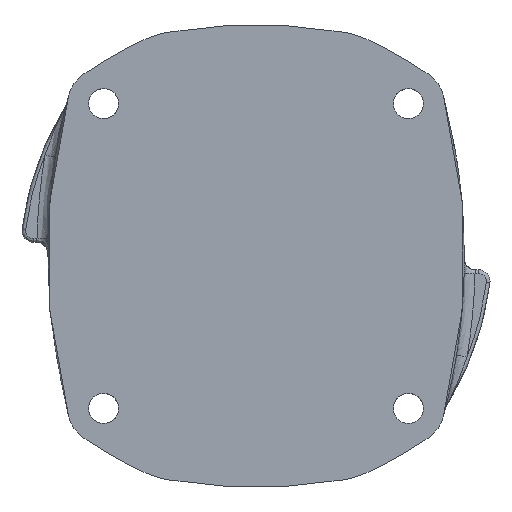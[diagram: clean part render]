
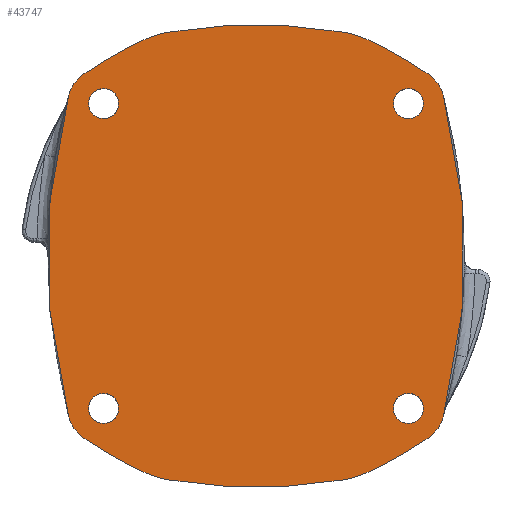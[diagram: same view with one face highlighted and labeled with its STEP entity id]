
A CAD part, top view. The second image highlights one B-rep face of the part: STEP entity #43747.
In plain terms, the highlighted planar face has unit normal (0, 0, 1).
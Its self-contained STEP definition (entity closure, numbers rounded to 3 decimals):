
#4572=FACE_BOUND('',#7752,.T.);
#4573=FACE_BOUND('',#7753,.T.);
#4574=FACE_BOUND('',#7754,.T.);
#4575=FACE_BOUND('',#7755,.T.);
#4679=FACE_OUTER_BOUND('',#7751,.T.);
#7751=EDGE_LOOP('',(#29286,#29287,#29288,#29289,#29290,#29291,#29292,#29293,
#29294,#29295,#29296,#29297,#29298,#29299,#29300,#29301));
#7752=EDGE_LOOP('',(#29302));
#7753=EDGE_LOOP('',(#29303));
#7754=EDGE_LOOP('',(#29304));
#7755=EDGE_LOOP('',(#29305));
#10939=CIRCLE('',#46964,340.986);
#10940=CIRCLE('',#46965,19.993);
#10941=CIRCLE('',#46966,209.986);
#10942=CIRCLE('',#46967,49.969);
#10943=CIRCLE('',#46968,284.986);
#10944=CIRCLE('',#46969,49.969);
#10945=CIRCLE('',#46970,209.986);
#10946=CIRCLE('',#46971,19.993);
#10947=CIRCLE('',#46972,340.986);
#10948=CIRCLE('',#46973,19.993);
#10949=CIRCLE('',#46974,209.986);
#10950=CIRCLE('',#46975,49.969);
#10951=CIRCLE('',#46976,284.986);
#10952=CIRCLE('',#46977,49.969);
#10953=CIRCLE('',#46978,209.986);
#10954=CIRCLE('',#46979,19.993);
#10955=CIRCLE('',#46980,8.25);
#10956=CIRCLE('',#46981,8.25);
#10957=CIRCLE('',#46982,8.25);
#10958=CIRCLE('',#46983,8.25);
#18112=VERTEX_POINT('',#64560);
#18113=VERTEX_POINT('',#64561);
#18114=VERTEX_POINT('',#64563);
#18115=VERTEX_POINT('',#64565);
#18116=VERTEX_POINT('',#64567);
#18117=VERTEX_POINT('',#64569);
#18118=VERTEX_POINT('',#64571);
#18119=VERTEX_POINT('',#64573);
#18120=VERTEX_POINT('',#64575);
#18121=VERTEX_POINT('',#64577);
#18122=VERTEX_POINT('',#64579);
#18123=VERTEX_POINT('',#64581);
#18124=VERTEX_POINT('',#64583);
#18125=VERTEX_POINT('',#64585);
#18126=VERTEX_POINT('',#64587);
#18127=VERTEX_POINT('',#64589);
#18128=VERTEX_POINT('',#64592);
#18129=VERTEX_POINT('',#64594);
#18130=VERTEX_POINT('',#64596);
#18131=VERTEX_POINT('',#64598);
#22217=EDGE_CURVE('',#18112,#18113,#10939,.T.);
#22218=EDGE_CURVE('',#18114,#18112,#10940,.T.);
#22219=EDGE_CURVE('',#18115,#18114,#10941,.T.);
#22220=EDGE_CURVE('',#18116,#18115,#10942,.T.);
#22221=EDGE_CURVE('',#18117,#18116,#10943,.T.);
#22222=EDGE_CURVE('',#18118,#18117,#10944,.T.);
#22223=EDGE_CURVE('',#18119,#18118,#10945,.T.);
#22224=EDGE_CURVE('',#18120,#18119,#10946,.T.);
#22225=EDGE_CURVE('',#18121,#18120,#10947,.T.);
#22226=EDGE_CURVE('',#18122,#18121,#10948,.T.);
#22227=EDGE_CURVE('',#18123,#18122,#10949,.T.);
#22228=EDGE_CURVE('',#18124,#18123,#10950,.T.);
#22229=EDGE_CURVE('',#18125,#18124,#10951,.T.);
#22230=EDGE_CURVE('',#18126,#18125,#10952,.T.);
#22231=EDGE_CURVE('',#18127,#18126,#10953,.T.);
#22232=EDGE_CURVE('',#18113,#18127,#10954,.T.);
#22233=EDGE_CURVE('',#18128,#18128,#10955,.T.);
#22234=EDGE_CURVE('',#18129,#18129,#10956,.T.);
#22235=EDGE_CURVE('',#18130,#18130,#10957,.T.);
#22236=EDGE_CURVE('',#18131,#18131,#10958,.T.);
#29286=ORIENTED_EDGE('',*,*,#22217,.F.);
#29287=ORIENTED_EDGE('',*,*,#22218,.F.);
#29288=ORIENTED_EDGE('',*,*,#22219,.F.);
#29289=ORIENTED_EDGE('',*,*,#22220,.F.);
#29290=ORIENTED_EDGE('',*,*,#22221,.F.);
#29291=ORIENTED_EDGE('',*,*,#22222,.F.);
#29292=ORIENTED_EDGE('',*,*,#22223,.F.);
#29293=ORIENTED_EDGE('',*,*,#22224,.F.);
#29294=ORIENTED_EDGE('',*,*,#22225,.F.);
#29295=ORIENTED_EDGE('',*,*,#22226,.F.);
#29296=ORIENTED_EDGE('',*,*,#22227,.F.);
#29297=ORIENTED_EDGE('',*,*,#22228,.F.);
#29298=ORIENTED_EDGE('',*,*,#22229,.F.);
#29299=ORIENTED_EDGE('',*,*,#22230,.F.);
#29300=ORIENTED_EDGE('',*,*,#22231,.F.);
#29301=ORIENTED_EDGE('',*,*,#22232,.F.);
#29302=ORIENTED_EDGE('',*,*,#22233,.T.);
#29303=ORIENTED_EDGE('',*,*,#22234,.T.);
#29304=ORIENTED_EDGE('',*,*,#22235,.T.);
#29305=ORIENTED_EDGE('',*,*,#22236,.T.);
#43356=PLANE('',#46963);
#43747=ADVANCED_FACE('',(#4679,#4572,#4573,#4574,#4575),#43356,.F.);
#46963=AXIS2_PLACEMENT_3D('',#64559,#52227,#52228);
#46964=AXIS2_PLACEMENT_3D('',#64562,#52229,#52230);
#46965=AXIS2_PLACEMENT_3D('',#64564,#52231,#52232);
#46966=AXIS2_PLACEMENT_3D('',#64566,#52233,#52234);
#46967=AXIS2_PLACEMENT_3D('',#64568,#52235,#52236);
#46968=AXIS2_PLACEMENT_3D('',#64570,#52237,#52238);
#46969=AXIS2_PLACEMENT_3D('',#64572,#52239,#52240);
#46970=AXIS2_PLACEMENT_3D('',#64574,#52241,#52242);
#46971=AXIS2_PLACEMENT_3D('',#64576,#52243,#52244);
#46972=AXIS2_PLACEMENT_3D('',#64578,#52245,#52246);
#46973=AXIS2_PLACEMENT_3D('',#64580,#52247,#52248);
#46974=AXIS2_PLACEMENT_3D('',#64582,#52249,#52250);
#46975=AXIS2_PLACEMENT_3D('',#64584,#52251,#52252);
#46976=AXIS2_PLACEMENT_3D('',#64586,#52253,#52254);
#46977=AXIS2_PLACEMENT_3D('',#64588,#52255,#52256);
#46978=AXIS2_PLACEMENT_3D('',#64590,#52257,#52258);
#46979=AXIS2_PLACEMENT_3D('',#64591,#52259,#52260);
#46980=AXIS2_PLACEMENT_3D('',#64593,#52261,#52262);
#46981=AXIS2_PLACEMENT_3D('',#64595,#52263,#52264);
#46982=AXIS2_PLACEMENT_3D('',#64597,#52265,#52266);
#46983=AXIS2_PLACEMENT_3D('',#64599,#52267,#52268);
#52227=DIRECTION('center_axis',(0.,0.,
-1.));
#52228=DIRECTION('ref_axis',(-1.,0.,0.));
#52229=DIRECTION('center_axis',(0.,0.,
-1.));
#52230=DIRECTION('ref_axis',(0.96,-0.279,0.));
#52231=DIRECTION('center_axis',(0.,0.,
-1.));
#52232=DIRECTION('ref_axis',(-0.966,-0.258,0.));
#52233=DIRECTION('center_axis',(0.,0.,
-1.));
#52234=DIRECTION('ref_axis',(0.409,0.913,0.));
#52235=DIRECTION('center_axis',(0.,0.,-1.));
#52236=DIRECTION('ref_axis',(-0.409,-0.913,0.));
#52237=DIRECTION('center_axis',(0.,0.,
-1.));
#52238=DIRECTION('ref_axis',(-0.169,0.986,0.));
#52239=DIRECTION('center_axis',(0.,0.,-1.));
#52240=DIRECTION('ref_axis',(0.169,-0.986,0.));
#52241=DIRECTION('center_axis',(0.,0.,
-1.));
#52242=DIRECTION('ref_axis',(-0.573,0.82,0.));
#52243=DIRECTION('center_axis',(0.,0.,
-1.));
#52244=DIRECTION('ref_axis',(0.573,-0.82,0.));
#52245=DIRECTION('center_axis',(0.,0.,
-1.));
#52246=DIRECTION('ref_axis',(-0.96,0.279,0.));
#52247=DIRECTION('center_axis',(0.,0.,
-1.));
#52248=DIRECTION('ref_axis',(0.966,0.258,0.));
#52249=DIRECTION('center_axis',(0.,0.,
-1.));
#52250=DIRECTION('ref_axis',(-0.573,-0.82,0.));
#52251=DIRECTION('center_axis',(0.,0.,-1.));
#52252=DIRECTION('ref_axis',(0.409,0.913,0.));
#52253=DIRECTION('center_axis',(0.,0.,
-1.));
#52254=DIRECTION('ref_axis',(-0.169,-0.986,0.));
#52255=DIRECTION('center_axis',(0.,0.,-1.));
#52256=DIRECTION('ref_axis',(-0.169,0.986,0.));
#52257=DIRECTION('center_axis',(0.,0.,
-1.));
#52258=DIRECTION('ref_axis',(0.409,-0.913,0.));
#52259=DIRECTION('center_axis',(0.,0.,
-1.));
#52260=DIRECTION('ref_axis',(-0.573,0.82,0.));
#52261=DIRECTION('center_axis',(0.,0.,
-1.));
#52262=DIRECTION('ref_axis',(1.,0.,0.));
#52263=DIRECTION('center_axis',(0.,0.,
-1.));
#52264=DIRECTION('ref_axis',(0.,1.,0.));
#52265=DIRECTION('center_axis',(0.,0.,
-1.));
#52266=DIRECTION('ref_axis',(-1.,0.,0.));
#52267=DIRECTION('center_axis',(0.,0.,
-1.));
#52268=DIRECTION('ref_axis',(0.,-1.,0.));
#64559=CARTESIAN_POINT('Origin',(-50.,106.88,-0.536));
#64560=CARTESIAN_POINT('',(-102.586,-88.072,-0.536));
#64561=CARTESIAN_POINT('',(-102.586,88.072,-0.536));
#64562=CARTESIAN_POINT('Origin',(226.83,0.,-0.536));
#64563=CARTESIAN_POINT('',(-94.727,-99.294,-0.536));
#64564=CARTESIAN_POINT('Origin',(-83.272,-82.908,-0.536));
#64565=CARTESIAN_POINT('',(-60.198,-118.857,-0.536));
#64566=CARTESIAN_POINT('Origin',(25.586,72.808,-0.536));
#64567=CARTESIAN_POINT('',(-48.243,-122.495,-0.536));
#64568=CARTESIAN_POINT('Origin',(-39.784,-73.248,-0.536));
#64569=CARTESIAN_POINT('',(48.243,-122.495,-0.536));
#64570=CARTESIAN_POINT('Origin',(0.,158.377,-0.536));
#64571=CARTESIAN_POINT('',(60.198,-118.857,-0.536));
#64572=CARTESIAN_POINT('Origin',(39.784,-73.248,-0.536));
#64573=CARTESIAN_POINT('',(94.727,-99.294,-0.536));
#64574=CARTESIAN_POINT('Origin',(-25.586,72.808,-0.536));
#64575=CARTESIAN_POINT('',(102.586,-88.072,-0.536));
#64576=CARTESIAN_POINT('Origin',(83.272,-82.908,-0.536));
#64577=CARTESIAN_POINT('',(102.586,88.072,-0.536));
#64578=CARTESIAN_POINT('Origin',(-226.83,0.,-0.536));
#64579=CARTESIAN_POINT('',(94.727,99.294,-0.536));
#64580=CARTESIAN_POINT('Origin',(83.272,82.908,-0.536));
#64581=CARTESIAN_POINT('',(60.198,118.857,-0.536));
#64582=CARTESIAN_POINT('Origin',(-25.586,-72.808,-0.536));
#64583=CARTESIAN_POINT('',(48.243,122.495,-0.536));
#64584=CARTESIAN_POINT('Origin',(39.784,73.248,-0.536));
#64585=CARTESIAN_POINT('',(-48.243,122.495,-0.536));
#64586=CARTESIAN_POINT('Origin',(0.,-158.377,-0.536));
#64587=CARTESIAN_POINT('',(-60.198,118.857,-0.536));
#64588=CARTESIAN_POINT('Origin',(-39.784,73.248,-0.536));
#64589=CARTESIAN_POINT('',(-94.727,99.294,-0.536));
#64590=CARTESIAN_POINT('Origin',(25.586,-72.808,-0.536));
#64591=CARTESIAN_POINT('Origin',(-83.272,82.908,-0.536));
#64592=CARTESIAN_POINT('',(-75.19,83.44,-0.536));
#64593=CARTESIAN_POINT('Origin',(-83.44,83.44,-0.536));
#64594=CARTESIAN_POINT('',(-83.44,-75.19,-0.536));
#64595=CARTESIAN_POINT('Origin',(-83.44,-83.44,-0.536));
#64596=CARTESIAN_POINT('',(75.19,-83.44,-0.536));
#64597=CARTESIAN_POINT('Origin',(83.44,-83.44,-0.536));
#64598=CARTESIAN_POINT('',(83.44,75.19,-0.536));
#64599=CARTESIAN_POINT('Origin',(83.44,83.44,-0.536));
